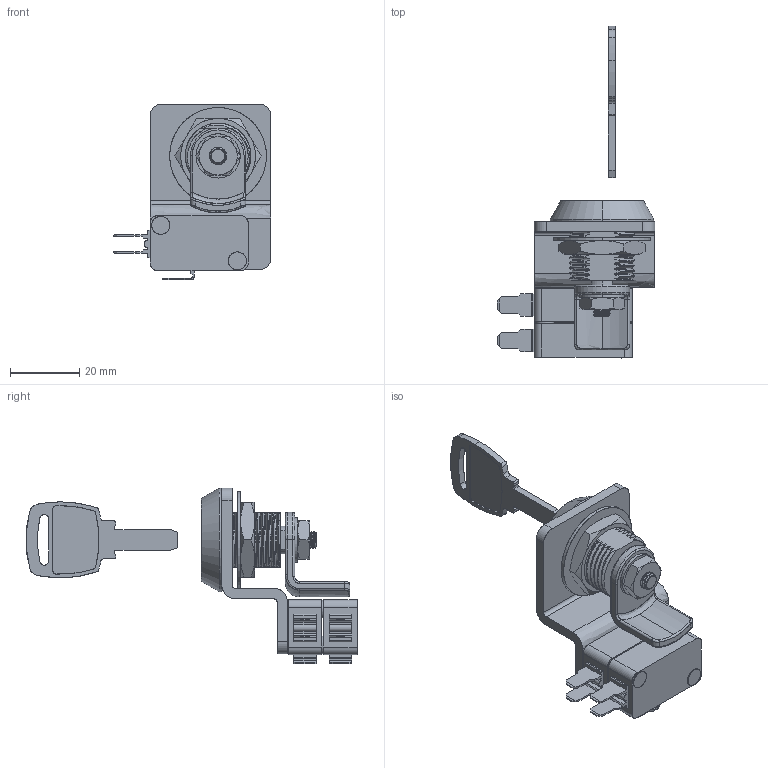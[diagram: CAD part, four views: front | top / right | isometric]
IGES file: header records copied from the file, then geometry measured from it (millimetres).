
Start section: SolidWorks IGES file using analytic representation for surfaces
Global section: file name: KC-106SW.IGS; native system: SolidWorks 2020; preprocessor: SolidWorks 2020; author: KONGJIN; date: 220103.145310; units: millimetre
Bounding box: 45.7 x 96.03 x 50.9 mm (x, y, z)
Surface area: 17468.4 mm2 (no closed solid volume)
Topology: 0 solids, 0 shells, 706 faces, 8373 edges, 8370 vertices
Faces by surface type: bspline 501, revolution 205
